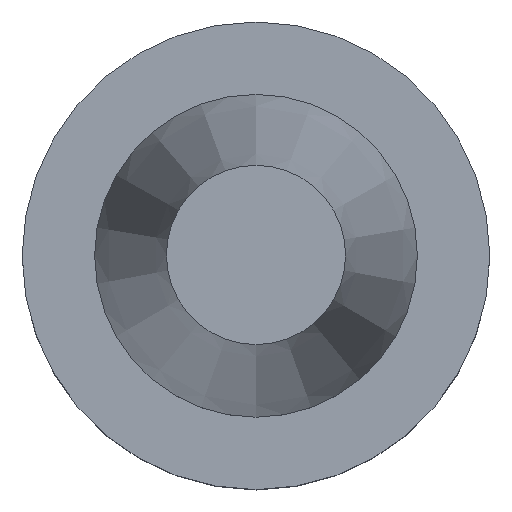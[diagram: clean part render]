
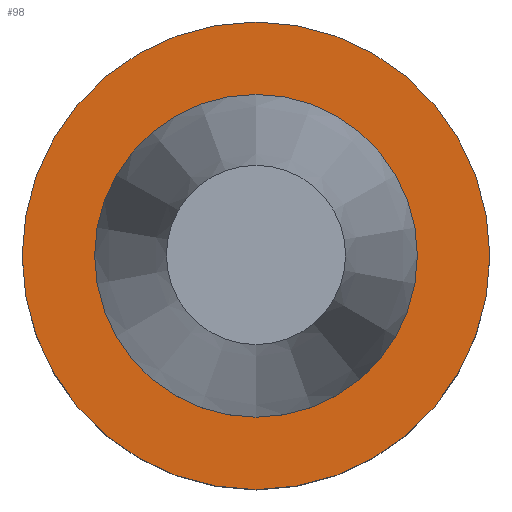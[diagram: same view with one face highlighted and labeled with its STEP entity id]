
A CAD part, top view. The second image highlights one B-rep face of the part: STEP entity #98.
In plain terms, the highlighted planar face has unit normal (0, 0, 1).
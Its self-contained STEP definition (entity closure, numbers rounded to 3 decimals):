
#95=EDGE_CURVE('Unnamed[1]',#215,#215,#216,.T.);
#98=ADVANCED_FACE('Unnamed[1]',(#219,#220),#221,.T.);
#100=EDGE_CURVE('Unnamed[1]',#223,#223,#224,.T.);
#215=VERTEX_POINT('',#363);
#216=CIRCLE('',#364,23.0);
#219=FACE_OUTER_BOUND('',#368,.T.);
#220=FACE_BOUND('',#369,.T.);
#221=PLANE('',#370);
#223=VERTEX_POINT('',#373);
#224=CIRCLE('',#374,15.875);
#363=CARTESIAN_POINT('',(0.,23.0,-1.));
#364=AXIS2_PLACEMENT_3D('',#513,#514,#515);
#368=EDGE_LOOP('',(#517));
#369=EDGE_LOOP('',(#518));
#370=AXIS2_PLACEMENT_3D('',#519,#520,#521);
#373=CARTESIAN_POINT('',(0.,15.875,-1.));
#374=AXIS2_PLACEMENT_3D('',#522,#523,#524);
#513=CARTESIAN_POINT('',(0.,0.,-1.0));
#514=DIRECTION('',(0.,0.,-1.0));
#515=DIRECTION('',(0.,1.0,0.));
#517=ORIENTED_EDGE('',*,*,#95,.F.);
#518=ORIENTED_EDGE('',*,*,#100,.T.);
#519=CARTESIAN_POINT('',(0.,19.438,-1.));
#520=DIRECTION('',(0.,0.,1.0));
#521=DIRECTION('',(0.,-1.0,0.));
#522=CARTESIAN_POINT('',(0.,0.,-1.0));
#523=DIRECTION('',(0.,0.,-1.0));
#524=DIRECTION('',(0.,1.0,0.));
